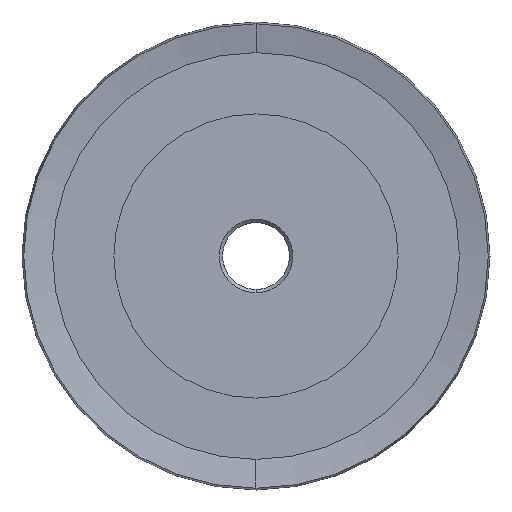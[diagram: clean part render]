
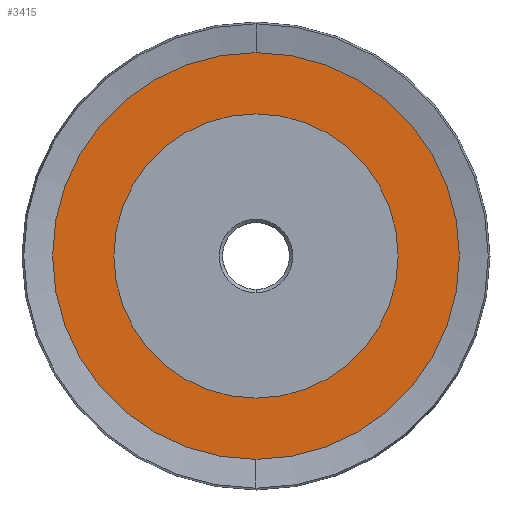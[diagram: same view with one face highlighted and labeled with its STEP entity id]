
A CAD part, left-side view. The second image highlights one B-rep face of the part: STEP entity #3415.
In plain terms, the highlighted planar face has unit normal (-1, 0, 0).
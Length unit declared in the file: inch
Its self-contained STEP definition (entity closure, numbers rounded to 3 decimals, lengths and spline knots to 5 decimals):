
#8 = VERTEX_POINT ( 'NONE', #2003 ) ;
#504 = DIRECTION ( 'NONE',  ( -1., 0., 0. ) ) ;
#518 = CIRCLE ( 'NONE', #4285, 0.5315 ) ;
#616 = EDGE_CURVE ( 'NONE', #7872, #8004, #518, .T. ) ;
#686 = DIRECTION ( 'NONE',  ( -1., 0., 0. ) ) ;
#709 = AXIS2_PLACEMENT_3D ( 'NONE', #5443, #686, #6248 ) ;
#1665 = ORIENTED_EDGE ( 'NONE', *, *, #5148, .F. ) ;
#2003 = CARTESIAN_POINT ( 'NONE',  ( 0.0325, 0., -0.76058 ) ) ;
#2513 = AXIS2_PLACEMENT_3D ( 'NONE', #8420, #3662, #9216 ) ;
#2624 = CARTESIAN_POINT ( 'NONE',  ( 0.0325, 0., -0.5315 ) ) ;
#2933 = CARTESIAN_POINT ( 'NONE',  ( 0.0325, 0., 0. ) ) ;
#3336 = DIRECTION ( 'NONE',  ( -1., 0., 0. ) ) ;
#3409 = CARTESIAN_POINT ( 'NONE',  ( 0.0325, 0., 0.76058 ) ) ;
#3415 = ADVANCED_FACE ( 'NONE', ( #7668, #9274 ), #5283, .T. ) ;
#3465 = CIRCLE ( 'NONE', #2513, 0.5315 ) ;
#3533 = EDGE_CURVE ( 'NONE', #5851, #8, #8763, .T. ) ;
#3662 = DIRECTION ( 'NONE',  ( -1., 0., 0. ) ) ;
#3731 = DIRECTION ( 'NONE',  ( 0., 0., 1. ) ) ;
#4285 = AXIS2_PLACEMENT_3D ( 'NONE', #8090, #3336, #8878 ) ;
#4908 = EDGE_LOOP ( 'NONE', ( #1665, #7386 ) ) ;
#5148 = EDGE_CURVE ( 'NONE', #8004, #7872, #3465, .T. ) ;
#5283 = PLANE ( 'NONE',  #9934 ) ;
#5443 = CARTESIAN_POINT ( 'NONE',  ( 0.0325, 0., 0. ) ) ;
#5851 = VERTEX_POINT ( 'NONE', #3409 ) ;
#6045 = CARTESIAN_POINT ( 'NONE',  ( 0.0325, 0., 0. ) ) ;
#6075 = DIRECTION ( 'NONE',  ( 0., 0., 1. ) ) ;
#6248 = DIRECTION ( 'NONE',  ( 0., 0., 1. ) ) ;
#7386 = ORIENTED_EDGE ( 'NONE', *, *, #616, .F. ) ;
#7526 = ORIENTED_EDGE ( 'NONE', *, *, #8837, .T. ) ;
#7668 = FACE_BOUND ( 'NONE', #4908, .T. ) ;
#7872 = VERTEX_POINT ( 'NONE', #9366 ) ;
#8004 = VERTEX_POINT ( 'NONE', #2624 ) ;
#8090 = CARTESIAN_POINT ( 'NONE',  ( 0.0325, 0., 0. ) ) ;
#8420 = CARTESIAN_POINT ( 'NONE',  ( 0.0325, 0., 0. ) ) ;
#8491 = DIRECTION ( 'NONE',  ( -1., 0., 0. ) ) ;
#8546 = AXIS2_PLACEMENT_3D ( 'NONE', #2933, #8491, #3731 ) ;
#8701 = CIRCLE ( 'NONE', #8546, 0.76058 ) ;
#8763 = CIRCLE ( 'NONE', #709, 0.76058 ) ;
#8837 = EDGE_CURVE ( 'NONE', #8, #5851, #8701, .T. ) ;
#8878 = DIRECTION ( 'NONE',  ( 0., 0., 1. ) ) ;
#8971 = ORIENTED_EDGE ( 'NONE', *, *, #3533, .T. ) ;
#9216 = DIRECTION ( 'NONE',  ( 0., 0., 1. ) ) ;
#9274 = FACE_OUTER_BOUND ( 'NONE', #10101, .T. ) ;
#9366 = CARTESIAN_POINT ( 'NONE',  ( 0.0325, 0., 0.5315 ) ) ;
#9934 = AXIS2_PLACEMENT_3D ( 'NONE', #6045, #504, #6075 ) ;
#10101 = EDGE_LOOP ( 'NONE', ( #8971, #7526 ) ) ;
